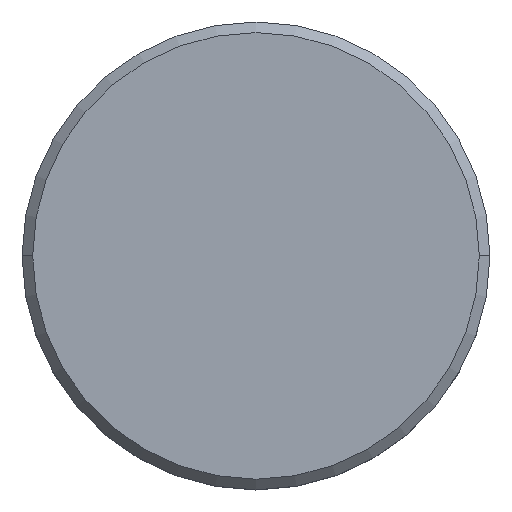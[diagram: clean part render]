
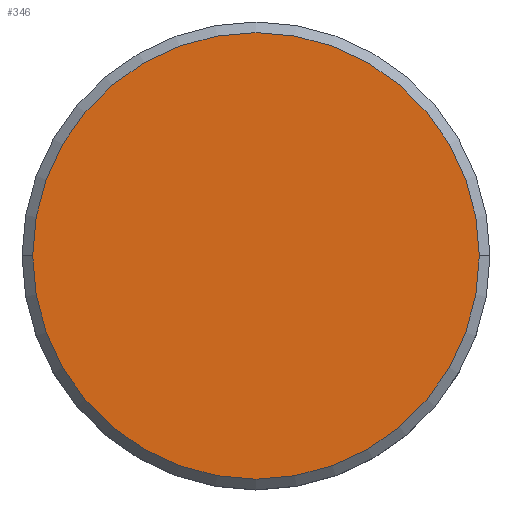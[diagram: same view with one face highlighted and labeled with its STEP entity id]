
A CAD part, top view. The second image highlights one B-rep face of the part: STEP entity #346.
In plain terms, the highlighted planar face has unit normal (0, 0, 1).
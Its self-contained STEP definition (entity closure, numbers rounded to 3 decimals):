
#13 = EDGE_CURVE ( 'NONE', #67, #270, #402, .T. ) ;
#52 = DIRECTION ( 'NONE',  ( 1., 0., 0. ) ) ;
#54 = DIRECTION ( 'NONE',  ( 0., 0., 1. ) ) ;
#67 = VERTEX_POINT ( 'NONE', #255 ) ;
#85 = DIRECTION ( 'NONE',  ( 1., 0., 0. ) ) ;
#117 = AXIS2_PLACEMENT_3D ( 'NONE', #386, #54, #85 ) ;
#124 = CARTESIAN_POINT ( 'NONE',  ( 0., 0., 0. ) ) ;
#174 = ORIENTED_EDGE ( 'NONE', *, *, #13, .T. ) ;
#175 = FACE_OUTER_BOUND ( 'NONE', #328, .T. ) ;
#255 = CARTESIAN_POINT ( 'NONE',  ( -10.5, 0., 0. ) ) ;
#270 = VERTEX_POINT ( 'NONE', #383 ) ;
#274 = PLANE ( 'NONE',  #378 ) ;
#301 = DIRECTION ( 'NONE',  ( 0., 0., 1. ) ) ;
#321 = AXIS2_PLACEMENT_3D ( 'NONE', #124, #301, #372 ) ;
#328 = EDGE_LOOP ( 'NONE', ( #174, #359 ) ) ;
#335 = EDGE_CURVE ( 'NONE', #270, #67, #396, .T. ) ;
#336 = DIRECTION ( 'NONE',  ( 0., 0., 1. ) ) ;
#346 = ADVANCED_FACE ( 'NONE', ( #175 ), #274, .T. ) ;
#359 = ORIENTED_EDGE ( 'NONE', *, *, #335, .T. ) ;
#372 = DIRECTION ( 'NONE',  ( 1., 0., 0. ) ) ;
#378 = AXIS2_PLACEMENT_3D ( 'NONE', #398, #336, #52 ) ;
#383 = CARTESIAN_POINT ( 'NONE',  ( 10.5, 0., 0. ) ) ;
#386 = CARTESIAN_POINT ( 'NONE',  ( 0., 0., 0. ) ) ;
#396 = CIRCLE ( 'NONE', #321, 10.5 ) ;
#398 = CARTESIAN_POINT ( 'NONE',  ( 0., 0., 0. ) ) ;
#402 = CIRCLE ( 'NONE', #117, 10.5 ) ;
